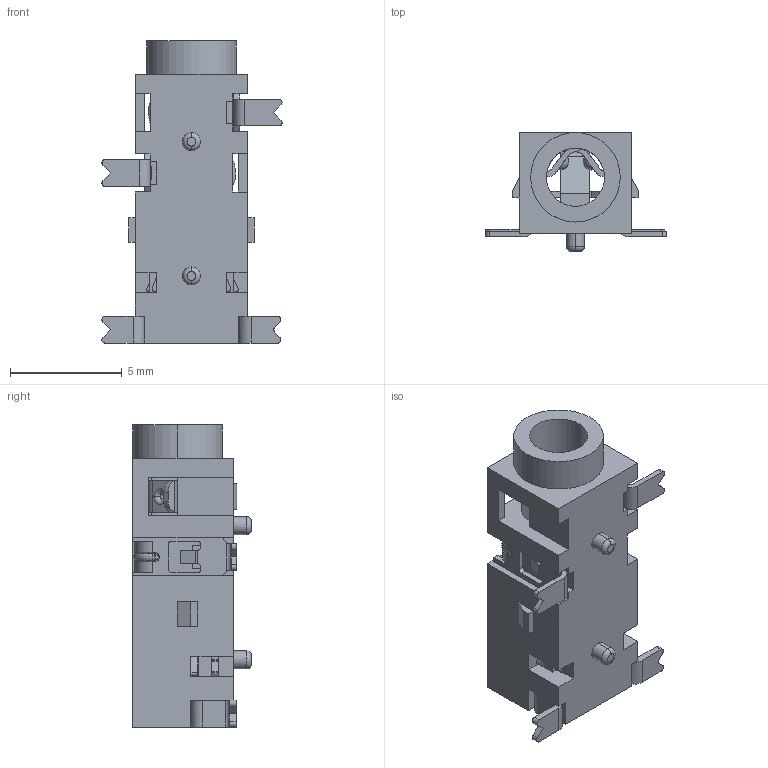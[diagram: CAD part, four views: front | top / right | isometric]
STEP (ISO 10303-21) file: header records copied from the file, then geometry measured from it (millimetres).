
FILE_DESCRIPTION (( 'STEP AP214' ), '1' );
FILE_NAME ('CUI_DEVICES_SJ-2524-SMT-TR.step', '2023-11-30T17:27:10', ( '' ), ( '' ), 'SwSTEP 2.0', 'SolidWorks 2023', '' );
FILE_SCHEMA (( 'AUTOMOTIVE_DESIGN' ));
Length unit declared in the file: millimetre
Products named in the file (1): CUI_DEVICES_SJ-2524-SMT-TR
Bounding box: 8.05 x 5.3 x 13.5 mm (x, y, z)
Volume: 164.3 mm3; surface area: 702.9 mm2
Topology: 1 solids, 1 shells, 497 faces, 1510 edges, 995 vertices
Faces by surface type: plane 290, cylinder 129, bspline 42, torus 23, sphere 13
Entity records: 19321 total; most frequent: CARTESIAN_POINT 6510, ORIENTED_EDGE 2984, DIRECTION 2205, EDGE_CURVE 1492, VECTOR 1005, LINE 1005, VERTEX_POINT 983, AXIS2_PLACEMENT_3D 600
